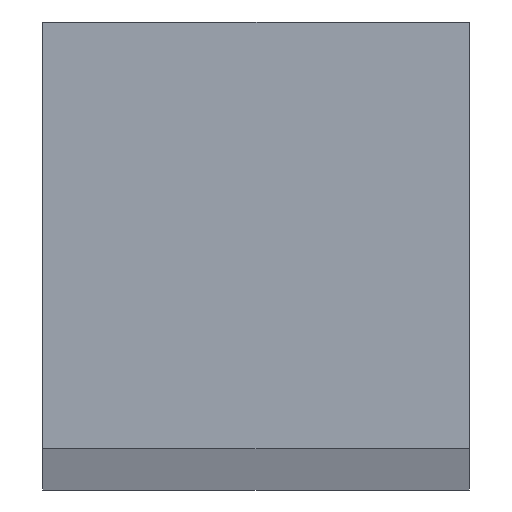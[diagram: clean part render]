
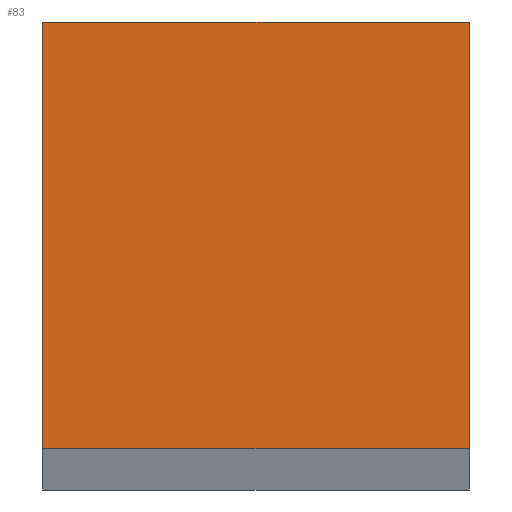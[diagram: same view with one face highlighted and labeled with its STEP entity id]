
A CAD part, top view. The second image highlights one B-rep face of the part: STEP entity #83.
In plain terms, the highlighted planar face has unit normal (0, 0, 1).
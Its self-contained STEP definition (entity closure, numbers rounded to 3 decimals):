
#4 = VECTOR ( 'NONE', #171, 1000. ) ;
#12 = VECTOR ( 'NONE', #137, 1000. ) ;
#22 = FACE_OUTER_BOUND ( 'NONE', #104, .T. ) ;
#24 = VECTOR ( 'NONE', #111, 1000. ) ;
#31 = VECTOR ( 'NONE', #146, 1000. ) ;
#45 = AXIS2_PLACEMENT_3D ( 'NONE', #184, #185, #182 ) ;
#52 = EDGE_CURVE ( 'NONE', #237, #228, #191, .T. ) ;
#66 = EDGE_CURVE ( 'NONE', #230, #237, #136, .T. ) ;
#67 = EDGE_CURVE ( 'NONE', #228, #229, #144, .T. ) ;
#68 = EDGE_CURVE ( 'NONE', #229, #230, #149, .T. ) ;
#83 = ADVANCED_FACE ( 'NONE', ( #22 ), #186, .T. ) ;
#94 = CARTESIAN_POINT ( 'NONE',  ( 9., -9., 500. ) ) ;
#104 = EDGE_LOOP ( 'NONE', ( #155, #162, #114, #160 ) ) ;
#111 = DIRECTION ( 'NONE',  ( 0., 1., 0. ) ) ;
#114 = ORIENTED_EDGE ( 'NONE', *, *, #52, .T. ) ;
#132 = CARTESIAN_POINT ( 'NONE',  ( 9., 9., 500. ) ) ;
#136 = LINE ( 'NONE', #172, #12 ) ;
#137 = DIRECTION ( 'NONE',  ( 1., 0., 0. ) ) ;
#144 = LINE ( 'NONE', #145, #31 ) ;
#145 = CARTESIAN_POINT ( 'NONE',  ( -9., 9., 500. ) ) ;
#146 = DIRECTION ( 'NONE',  ( -1., 0., 0. ) ) ;
#149 = LINE ( 'NONE', #153, #4 ) ;
#153 = CARTESIAN_POINT ( 'NONE',  ( -9., 9., 500. ) ) ;
#155 = ORIENTED_EDGE ( 'NONE', *, *, #68, .T. ) ;
#160 = ORIENTED_EDGE ( 'NONE', *, *, #67, .T. ) ;
#162 = ORIENTED_EDGE ( 'NONE', *, *, #66, .T. ) ;
#171 = DIRECTION ( 'NONE',  ( 0., -1., 0. ) ) ;
#172 = CARTESIAN_POINT ( 'NONE',  ( -9., -9., 500. ) ) ;
#178 = CARTESIAN_POINT ( 'NONE',  ( -9., -9., 500. ) ) ;
#179 = CARTESIAN_POINT ( 'NONE',  ( 9., 9., 500. ) ) ;
#180 = CARTESIAN_POINT ( 'NONE',  ( -9., 9., 500. ) ) ;
#182 = DIRECTION ( 'NONE',  ( 1., 0., 0. ) ) ;
#184 = CARTESIAN_POINT ( 'NONE',  ( 0., 0., 500. ) ) ;
#185 = DIRECTION ( 'NONE',  ( 0., 0., 1. ) ) ;
#186 = PLANE ( 'NONE',  #45 ) ;
#191 = LINE ( 'NONE', #132, #24 ) ;
#228 = VERTEX_POINT ( 'NONE', #179 ) ;
#229 = VERTEX_POINT ( 'NONE', #180 ) ;
#230 = VERTEX_POINT ( 'NONE', #178 ) ;
#237 = VERTEX_POINT ( 'NONE', #94 ) ;
